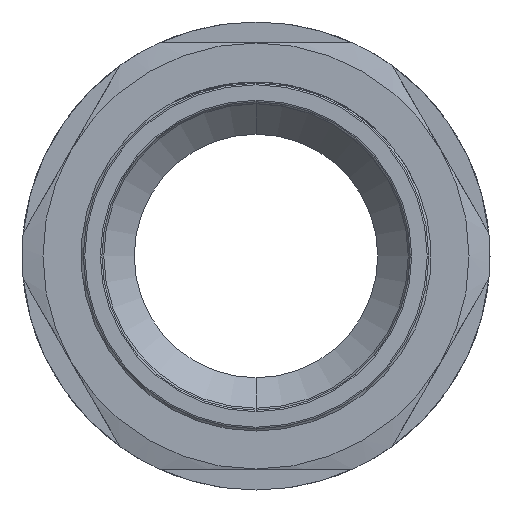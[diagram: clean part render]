
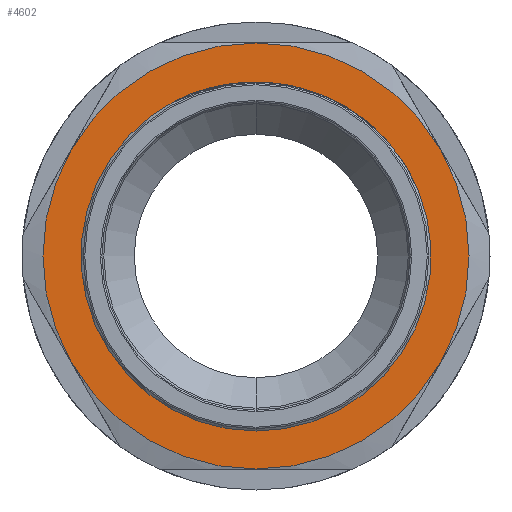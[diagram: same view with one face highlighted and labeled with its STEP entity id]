
A CAD part, front view. The second image highlights one B-rep face of the part: STEP entity #4602.
In plain terms, the highlighted planar face has unit normal (0, -1, 0).
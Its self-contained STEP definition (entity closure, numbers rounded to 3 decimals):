
#33 = CARTESIAN_POINT ( 'NONE',  ( 0., -30.05, 0. ) ) ;
#249 = VERTEX_POINT ( 'NONE', #6619 ) ;
#696 = AXIS2_PLACEMENT_3D ( 'NONE', #14619, #10242, #11949 ) ;
#763 = CARTESIAN_POINT ( 'NONE',  ( 0., -30.05, 0. ) ) ;
#873 = CIRCLE ( 'NONE', #8163, 28. ) ;
#953 = B_SPLINE_CURVE_WITH_KNOTS ( 'NONE', 3,
 ( #7387, #8911, #7482, #4552, #10337, #9001 ),
 .UNSPECIFIED., .F., .F.,
 ( 4, 2, 4 ),
 ( 0., 0.004, 0.007 ),
 .UNSPECIFIED. ) ;
#1053 = EDGE_CURVE ( 'NONE', #6419, #3700, #2517, .T. ) ;
#1314 = FACE_OUTER_BOUND ( 'NONE', #5892, .T. ) ;
#1550 = CARTESIAN_POINT ( 'NONE',  ( -10.629, -30.05, 20.394 ) ) ;
#1589 = CARTESIAN_POINT ( 'NONE',  ( 1.133, -30.05, 22.852 ) ) ;
#1720 = CIRCLE ( 'NONE', #7791, 28. ) ;
#1894 = DIRECTION ( 'NONE',  ( 0., 1., 0. ) ) ;
#2025 = CARTESIAN_POINT ( 'NONE',  ( 0., -30.05, -28. ) ) ;
#2035 = CARTESIAN_POINT ( 'NONE',  ( 21.322, -30.05, 8.618 ) ) ;
#2059 = AXIS2_PLACEMENT_3D ( 'NONE', #16391, #16675, #2228 ) ;
#2228 = DIRECTION ( 'NONE',  ( 0., 0., -1. ) ) ;
#2474 = DIRECTION ( 'NONE',  ( 0., 1., 0. ) ) ;
#2517 = CIRCLE ( 'NONE', #696, 28. ) ;
#2602 = EDGE_CURVE ( 'NONE', #14577, #16198, #4313, .T. ) ;
#2754 = DIRECTION ( 'NONE',  ( 0., 0., -1. ) ) ;
#2770 = VERTEX_POINT ( 'NONE', #2025 ) ;
#2824 = ORIENTED_EDGE ( 'NONE', *, *, #3666, .F. ) ;
#2881 = DIRECTION ( 'NONE',  ( 0., 1., 0. ) ) ;
#2924 = CARTESIAN_POINT ( 'NONE',  ( 3.103, -30.05, 22.66 ) ) ;
#3026 = CARTESIAN_POINT ( 'NONE',  ( -2.827, -30.05, 22.735 ) ) ;
#3088 = CARTESIAN_POINT ( 'NONE',  ( 20.307, -30.05, 10.794 ) ) ;
#3180 = CARTESIAN_POINT ( 'NONE',  ( 17.91, -30.05, 14.298 ) ) ;
#3205 = CARTESIAN_POINT ( 'NONE',  ( -3.808, -30.05, 22.583 ) ) ;
#3371 = CARTESIAN_POINT ( 'NONE',  ( 20.857, -30.05, 9.725 ) ) ;
#3432 = EDGE_CURVE ( 'NONE', #3700, #2770, #873, .T. ) ;
#3463 = CARTESIAN_POINT ( 'NONE',  ( 18.29, -30.05, 13.823 ) ) ;
#3629 = DIRECTION ( 'NONE',  ( 0., 1., 0. ) ) ;
#3666 = EDGE_CURVE ( 'NONE', #18444, #15720, #953, .T. ) ;
#3700 = VERTEX_POINT ( 'NONE', #6714 ) ;
#4124 = DIRECTION ( 'NONE',  ( 0., 0., -1. ) ) ;
#4198 = CARTESIAN_POINT ( 'NONE',  ( 17.512, -30.05, 14.759 ) ) ;
#4313 = CIRCLE ( 'NONE', #13121, 28. ) ;
#4502 = DIRECTION ( 'NONE',  ( 0., 0., -1. ) ) ;
#4540 = CARTESIAN_POINT ( 'NONE',  ( 0., -30.05, 28. ) ) ;
#4552 = CARTESIAN_POINT ( 'NONE',  ( -8.448, -30.05, 21.389 ) ) ;
#4602 = ADVANCED_FACE ( 'NONE', ( #14339, #1314 ), #10050, .T. ) ;
#4626 = CARTESIAN_POINT ( 'NONE',  ( 11.442, -30.05, 19.799 ) ) ;
#5275 = ORIENTED_EDGE ( 'NONE', *, *, #13356, .F. ) ;
#5344 = CIRCLE ( 'NONE', #15962, 28. ) ;
#5419 = AXIS2_PLACEMENT_3D ( 'NONE', #10521, #14621, #7391 ) ;
#5670 = CARTESIAN_POINT ( 'NONE',  ( 8.799, -30.05, 21.101 ) ) ;
#5801 = DIRECTION ( 'NONE',  ( 0., 1., 0. ) ) ;
#5892 = EDGE_LOOP ( 'NONE', ( #18556, #14152, #8923, #5275, #16501, #15697 ) ) ;
#6419 = VERTEX_POINT ( 'NONE', #8271 ) ;
#6619 = CARTESIAN_POINT ( 'NONE',  ( 21.322, -30.05, 8.618 ) ) ;
#6714 = CARTESIAN_POINT ( 'NONE',  ( 24.249, -30.05, -14. ) ) ;
#7286 = CARTESIAN_POINT ( 'NONE',  ( 17.512, -30.05, 14.759 ) ) ;
#7387 = CARTESIAN_POINT ( 'NONE',  ( -3.808, -30.05, 22.583 ) ) ;
#7391 = DIRECTION ( 'NONE',  ( 0., 0., -1. ) ) ;
#7482 = CARTESIAN_POINT ( 'NONE',  ( -6.172, -30.05, 22.12 ) ) ;
#7543 = CARTESIAN_POINT ( 'NONE',  ( 17.512, -30.05, 14.759 ) ) ;
#7720 = CARTESIAN_POINT ( 'NONE',  ( 19.351, -30.05, 12.337 ) ) ;
#7785 = CARTESIAN_POINT ( 'NONE',  ( 0., -30.05, -22.998 ) ) ;
#7791 = AXIS2_PLACEMENT_3D ( 'NONE', #763, #3629, #10446 ) ;
#7962 = ORIENTED_EDGE ( 'NONE', *, *, #8756, .F. ) ;
#8163 = AXIS2_PLACEMENT_3D ( 'NONE', #8442, #2474, #2754 ) ;
#8271 = CARTESIAN_POINT ( 'NONE',  ( 24.249, -30.05, 14. ) ) ;
#8293 = CARTESIAN_POINT ( 'NONE',  ( -24.249, -30.05, 14. ) ) ;
#8442 = CARTESIAN_POINT ( 'NONE',  ( 0., -30.05, 0. ) ) ;
#8531 = B_SPLINE_CURVE_WITH_KNOTS ( 'NONE', 3,
 ( #2035, #3371, #3088, #7720, #8870, #3463, #3180, #7543 ),
 .UNSPECIFIED., .F., .F.,
 ( 4, 2, 2, 4 ),
 ( 0.034, 0.038, 0.04, 0.042 ),
 .UNSPECIFIED. ) ;
#8611 = CARTESIAN_POINT ( 'NONE',  ( 16.165, -30.05, 16.222 ) ) ;
#8756 = EDGE_CURVE ( 'NONE', #249, #13417, #8531, .T. ) ;
#8821 = CARTESIAN_POINT ( 'NONE',  ( -24.249, -30.05, -14. ) ) ;
#8848 = EDGE_CURVE ( 'NONE', #16411, #15720, #10244, .T. ) ;
#8870 = CARTESIAN_POINT ( 'NONE',  ( 19.01, -30.05, 12.843 ) ) ;
#8911 = CARTESIAN_POINT ( 'NONE',  ( -4.998, -30.05, 22.398 ) ) ;
#8923 = ORIENTED_EDGE ( 'NONE', *, *, #1053, .F. ) ;
#9001 = CARTESIAN_POINT ( 'NONE',  ( -10.629, -30.05, 20.394 ) ) ;
#9573 = EDGE_CURVE ( 'NONE', #2770, #14577, #16952, .T. ) ;
#9791 = CARTESIAN_POINT ( 'NONE',  ( 0., -30.05, 0. ) ) ;
#9978 = DIRECTION ( 'NONE',  ( 0., 0., 1. ) ) ;
#9987 = B_SPLINE_CURVE_WITH_KNOTS ( 'NONE', 3,
 ( #7286, #11654, #8611, #16228, #13179, #10230, #4626, #12990, #5670, #10412, #18700, #15936, #2924, #1589, #13275, #17274, #3026, #3205 ),
 .UNSPECIFIED., .F., .F.,
 ( 4, 2, 2, 2, 2, 2, 2, 2, 4 ),
 ( 0., 0.003, 0.006, 0.009, 0.012, 0.015, 0.018, 0.021, 0.024 ),
 .UNSPECIFIED. ) ;
#10050 = PLANE ( 'NONE',  #5419 ) ;
#10230 = CARTESIAN_POINT ( 'NONE',  ( 12.297, -30.05, 19.284 ) ) ;
#10242 = DIRECTION ( 'NONE',  ( 0., 1., 0. ) ) ;
#10244 = CIRCLE ( 'NONE', #2059, 22.998 ) ;
#10337 = CARTESIAN_POINT ( 'NONE',  ( -9.554, -30.05, 20.936 ) ) ;
#10412 = CARTESIAN_POINT ( 'NONE',  ( 6.96, -30.05, 21.777 ) ) ;
#10446 = DIRECTION ( 'NONE',  ( 0., 0., -1. ) ) ;
#10521 = CARTESIAN_POINT ( 'NONE',  ( 0., -30.05, 0. ) ) ;
#11307 = ORIENTED_EDGE ( 'NONE', *, *, #15542, .F. ) ;
#11330 = DIRECTION ( 'NONE',  ( 0., 1., 0. ) ) ;
#11654 = CARTESIAN_POINT ( 'NONE',  ( 16.862, -30.05, 15.51 ) ) ;
#11949 = DIRECTION ( 'NONE',  ( 0., 0., -1. ) ) ;
#11963 = CARTESIAN_POINT ( 'NONE',  ( -3.808, -30.05, 22.583 ) ) ;
#12052 = CIRCLE ( 'NONE', #14471, 22.998 ) ;
#12221 = EDGE_LOOP ( 'NONE', ( #7962, #14200, #17115, #2824, #11307 ) ) ;
#12990 = CARTESIAN_POINT ( 'NONE',  ( 9.696, -30.05, 20.706 ) ) ;
#13121 = AXIS2_PLACEMENT_3D ( 'NONE', #33, #11330, #4124 ) ;
#13179 = CARTESIAN_POINT ( 'NONE',  ( 13.922, -30.05, 18.158 ) ) ;
#13275 = CARTESIAN_POINT ( 'NONE',  ( 0.137, -30.05, 22.886 ) ) ;
#13356 = EDGE_CURVE ( 'NONE', #15558, #6419, #5344, .T. ) ;
#13417 = VERTEX_POINT ( 'NONE', #4198 ) ;
#14152 = ORIENTED_EDGE ( 'NONE', *, *, #3432, .F. ) ;
#14200 = ORIENTED_EDGE ( 'NONE', *, *, #15864, .T. ) ;
#14276 = EDGE_CURVE ( 'NONE', #16198, #15558, #1720, .T. ) ;
#14339 = FACE_BOUND ( 'NONE', #12221, .T. ) ;
#14471 = AXIS2_PLACEMENT_3D ( 'NONE', #15895, #2881, #4502 ) ;
#14577 = VERTEX_POINT ( 'NONE', #8821 ) ;
#14619 = CARTESIAN_POINT ( 'NONE',  ( 0., -30.05, 0. ) ) ;
#14621 = DIRECTION ( 'NONE',  ( 0., -1., 0. ) ) ;
#15542 = EDGE_CURVE ( 'NONE', #13417, #18444, #9987, .T. ) ;
#15558 = VERTEX_POINT ( 'NONE', #4540 ) ;
#15697 = ORIENTED_EDGE ( 'NONE', *, *, #2602, .F. ) ;
#15720 = VERTEX_POINT ( 'NONE', #1550 ) ;
#15864 = EDGE_CURVE ( 'NONE', #249, #16411, #12052, .T. ) ;
#15895 = CARTESIAN_POINT ( 'NONE',  ( 0., -30.05, 0. ) ) ;
#15936 = CARTESIAN_POINT ( 'NONE',  ( 4.083, -30.05, 22.501 ) ) ;
#15962 = AXIS2_PLACEMENT_3D ( 'NONE', #9791, #5801, #9978 ) ;
#16198 = VERTEX_POINT ( 'NONE', #8293 ) ;
#16228 = CARTESIAN_POINT ( 'NONE',  ( 14.695, -30.05, 17.545 ) ) ;
#16391 = CARTESIAN_POINT ( 'NONE',  ( 0., -30.05, 0. ) ) ;
#16411 = VERTEX_POINT ( 'NONE', #7785 ) ;
#16501 = ORIENTED_EDGE ( 'NONE', *, *, #14276, .F. ) ;
#16675 = DIRECTION ( 'NONE',  ( 0., 1., 0. ) ) ;
#16952 = CIRCLE ( 'NONE', #18771, 28. ) ;
#17115 = ORIENTED_EDGE ( 'NONE', *, *, #8848, .T. ) ;
#17274 = CARTESIAN_POINT ( 'NONE',  ( -1.841, -30.05, 22.827 ) ) ;
#17486 = CARTESIAN_POINT ( 'NONE',  ( 0., -30.05, 0. ) ) ;
#17673 = DIRECTION ( 'NONE',  ( 0., 0., -1. ) ) ;
#18444 = VERTEX_POINT ( 'NONE', #11963 ) ;
#18556 = ORIENTED_EDGE ( 'NONE', *, *, #9573, .F. ) ;
#18700 = CARTESIAN_POINT ( 'NONE',  ( 6.017, -30.05, 22.058 ) ) ;
#18771 = AXIS2_PLACEMENT_3D ( 'NONE', #17486, #1894, #17673 ) ;
